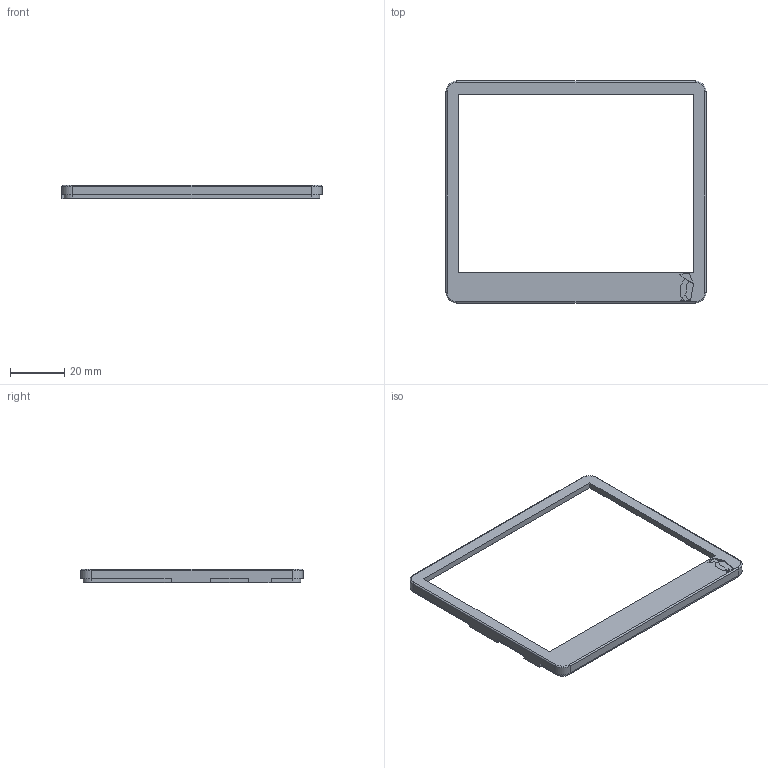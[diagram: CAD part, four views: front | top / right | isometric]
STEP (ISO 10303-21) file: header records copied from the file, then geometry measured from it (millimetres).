
FILE_DESCRIPTION(('FreeCAD Model'),'2;1');
FILE_NAME('rev_2_front_cover.stp','2020-12-15T13:20:39',('Author'),(''), 'Open CASCADE STEP processor 7.4','FreeCAD','Unknown');
FILE_SCHEMA(('AUTOMOTIVE_DESIGN { 1 0 10303 214 1 1 1 1 }'));
Length unit declared in the file: millimetre
Products named in the file (1): Solid001
Bounding box: 96.1 x 82.1 x 5 mm (x, y, z)
Volume: 6076.6 mm3; surface area: 7541.1 mm2
Topology: 1 solids, 2 shells, 130 faces, 361 edges, 232 vertices
Faces by surface type: plane 110, cylinder 12, cone 4, torus 4
Entity records: 8884 total; most frequent: CARTESIAN_POINT 1539, DIRECTION 1363, LINE 1009, VECTOR 1009, ORIENTED_EDGE 726, PCURVE 726, DEFINITIONAL_REPRESENTATION 726, EDGE_CURVE 363
